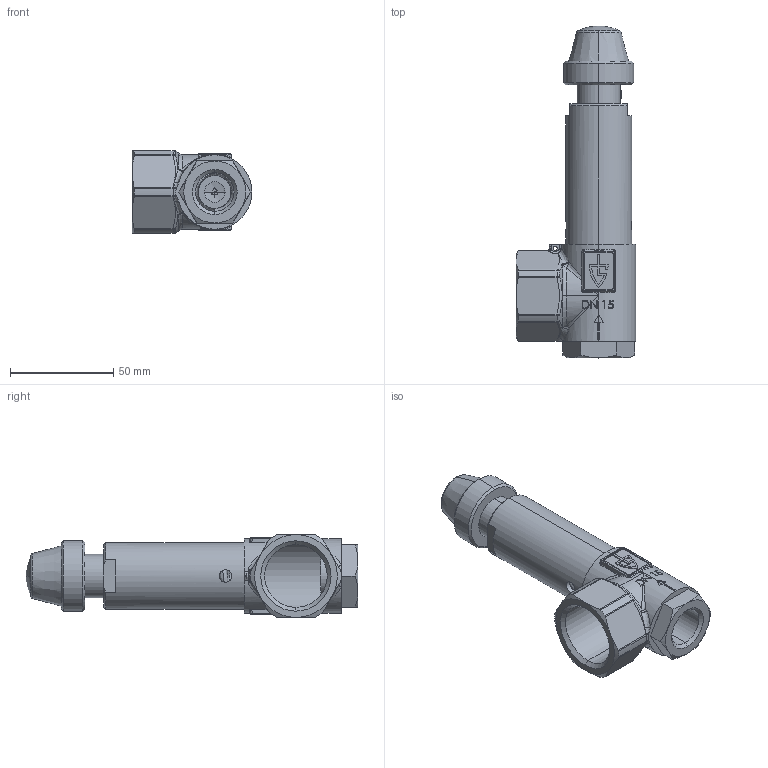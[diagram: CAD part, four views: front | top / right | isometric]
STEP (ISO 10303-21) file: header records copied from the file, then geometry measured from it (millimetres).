
FILE_DESCRIPTION (( 'STEP AP214' ), '1' );
FILE_NAME ('451bXK_15_FF_1525 HD.STEP', '2019-08-23T07:37:23', ( '' ), ( '' ), 'SwSTEP 2.0', 'SolidWorks 2018', '' );
FILE_SCHEMA (( 'AUTOMOTIVE_DESIGN' ));
Length unit declared in the file: millimetre
Products named in the file (1): 451bXK_15_FF_1525 HD
Bounding box: 58 x 160.5 x 40 mm (x, y, z)
Surface area: 33353.9 mm2 (no closed solid volume)
Topology: 0 solids, 8 shells, 475 faces, 1369 edges, 866 vertices
Faces by surface type: plane 147, cylinder 123, bspline 116, cone 37, torus 34, sphere 18
Entity records: 27574 total; most frequent: CARTESIAN_POINT 11033, ORIENTED_EDGE 2452, DIRECTION 2106, EDGE_CURVE 1363, VERTEX_POINT 866, AXIS2_PLACEMENT_3D 806, EDGE_LOOP 504, VECTOR 494
